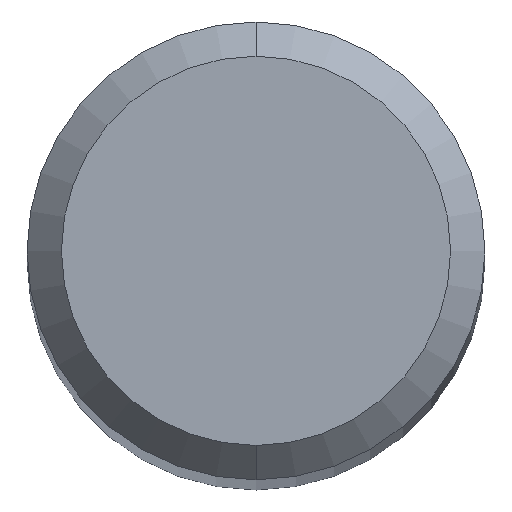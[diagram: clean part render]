
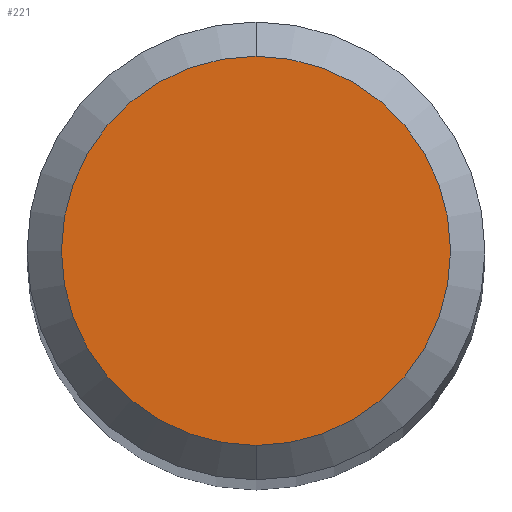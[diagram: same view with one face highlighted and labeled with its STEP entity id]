
A CAD part, top view. The second image highlights one B-rep face of the part: STEP entity #221.
In plain terms, the highlighted planar face has unit normal (0, 0, 1).
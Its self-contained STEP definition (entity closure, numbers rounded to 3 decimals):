
#183=EDGE_CURVE('',#347,#393,#502,.T.);
#221=ADVANCED_FACE('',(#546),#547,.T.);
#347=VERTEX_POINT('',#689);
#393=VERTEX_POINT('',#741);
#451=EDGE_CURVE('',#393,#347,#800,.T.);
#502=CIRCLE('',#848,1.7);
#546=FACE_OUTER_BOUND('',#932,.T.);
#547=PLANE('',#933);
#689=CARTESIAN_POINT('',(0.0,1.7,0.0));
#741=CARTESIAN_POINT('',(0.,-1.7,0.0));
#800=CIRCLE('',#1437,1.7);
#848=AXIS2_PLACEMENT_3D('',#1497,#1498,#1499);
#932=EDGE_LOOP('',(#1560,#1561));
#933=AXIS2_PLACEMENT_3D('',#1562,#1563,#1564);
#1437=AXIS2_PLACEMENT_3D('',#1838,#1839,#1840);
#1497=CARTESIAN_POINT('',(0.0,0.0,0.0));
#1498=DIRECTION('',(0.0,0.0,-1.0));
#1499=DIRECTION('',(0.0,1.0,0.0));
#1560=ORIENTED_EDGE('',*,*,#183,.F.);
#1561=ORIENTED_EDGE('',*,*,#451,.F.);
#1562=CARTESIAN_POINT('',(0.0,0.85,0.0));
#1563=DIRECTION('',(-0.0,0.0,1.0));
#1564=DIRECTION('',(0.0,-1.0,0.0));
#1838=CARTESIAN_POINT('',(0.0,0.0,0.0));
#1839=DIRECTION('',(0.0,0.0,-1.0));
#1840=DIRECTION('',(0.0,1.0,0.0));
